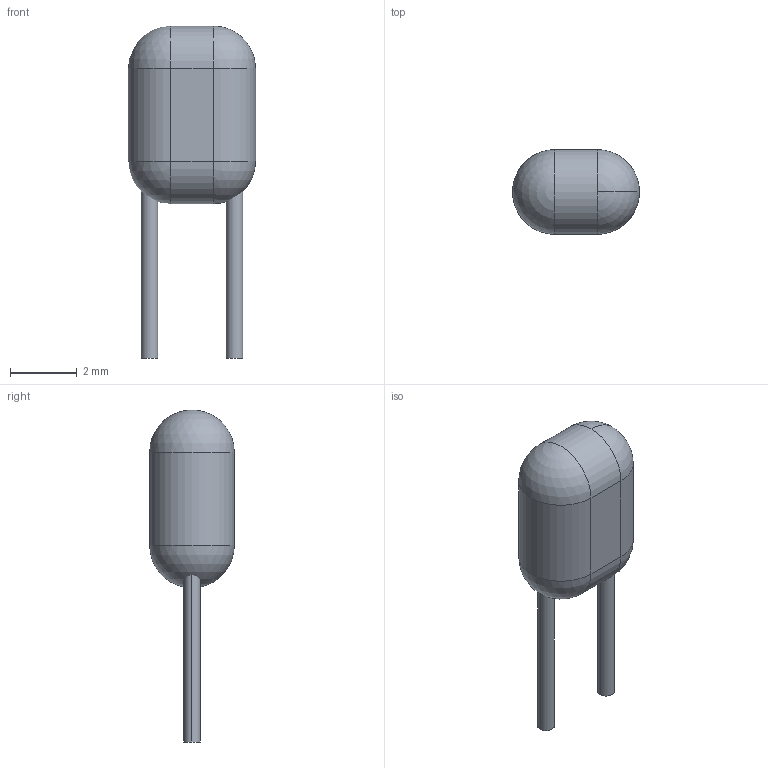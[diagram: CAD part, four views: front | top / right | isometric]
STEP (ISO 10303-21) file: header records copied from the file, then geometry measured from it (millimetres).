
FILE_DESCRIPTION((''),'2;1');
FILE_NAME('CAPRR254-254X381X685.stp','2008-12-16T11:32:26',(''),(''),'Mechanical Desktop 2009','Mechanical Desktop 2009',', , ');
FILE_SCHEMA(('AUTOMOTIVE_DESIGN { 1 2 10303 214 1 1 1 1 }'));
Length unit declared in the file: millimetre
Products named in the file (1): Product
Bounding box: 3.81 x 2.54 x 9.95 mm (x, y, z)
Volume: 40.5 mm3; surface area: 79.6 mm2
Topology: 3 solids, 3 shells, 20 faces, 68 edges, 70 vertices
Faces by surface type: cylinder 8, sphere 6, plane 6
Entity records: 721 total; most frequent: DIRECTION 132, CARTESIAN_POINT 127, ORIENTED_EDGE 68, AXIS2_PLACEMENT_3D 51, EDGE_CURVE 34, CIRCLE 30, VECTOR 30, LINE 30
